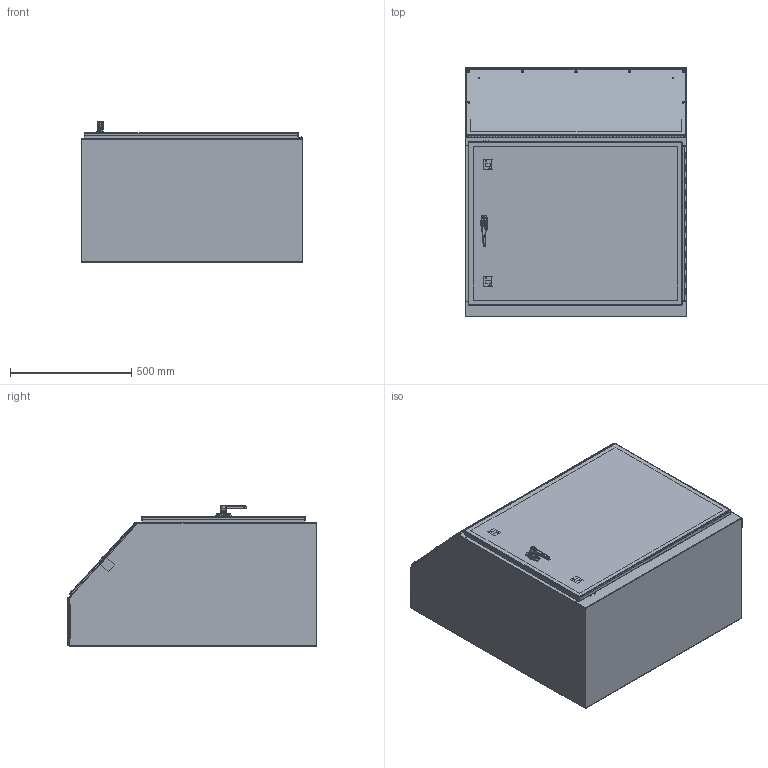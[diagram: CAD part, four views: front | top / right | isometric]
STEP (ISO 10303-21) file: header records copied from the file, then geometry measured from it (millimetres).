
FILE_DESCRIPTION (( 'STEP AP214' ), '1' );
FILE_NAME ('W1C36.STEP', '2020-03-02T17:41:19', ( '' ), ( '' ), 'SwSTEP 2.0', 'SolidWorks 2019', '' );
FILE_SCHEMA (( 'AUTOMOTIVE_DESIGN' ));
Length unit declared in the file: inch
Products named in the file (1): W1C36
Bounding box: 914.4 x 1029.39 x 579.29 mm (x, y, z)
Volume: 10362053.6 mm3; surface area: 10039746.3 mm2
Topology: 117 solids, 165 shells, 3816 faces, 9825 edges, 6410 vertices
Faces by surface type: plane 2162, cylinder 941, bspline 379, cone 330, torus 4
Full cylindrical faces by diameter (mm): 2.921 x2, 3.048 x1, 3.175 x1, 3.302 x1, 3.505 x70, 3.962 x17, 4 x3, 4.039 x2, 4.254 x13, 4.255 x4, 4.978 x17, 5.08 x4, 5.556 x2, 5.69 x4, 6.128 x2, 6.172 x2, 6.299 x17, 6.337 x6, 6.35 x25, 6.528 x17, 7.023 x16, 7.061 x17, 7.144 x2, 7.798 x10, 7.925 x2, 7.937 x7, 7.938 x2, 8.382 x20, 9.525 x2, 10.16 x4
Entity records: 188601 total; most frequent: CARTESIAN_POINT 50854, ORIENTED_EDGE 18244, DIRECTION 16141, EDGE_CURVE 9122, VERTEX_POINT 6243, AXIS2_PLACEMENT_3D 5661, EDGE_LOOP 4825, VECTOR 4819
